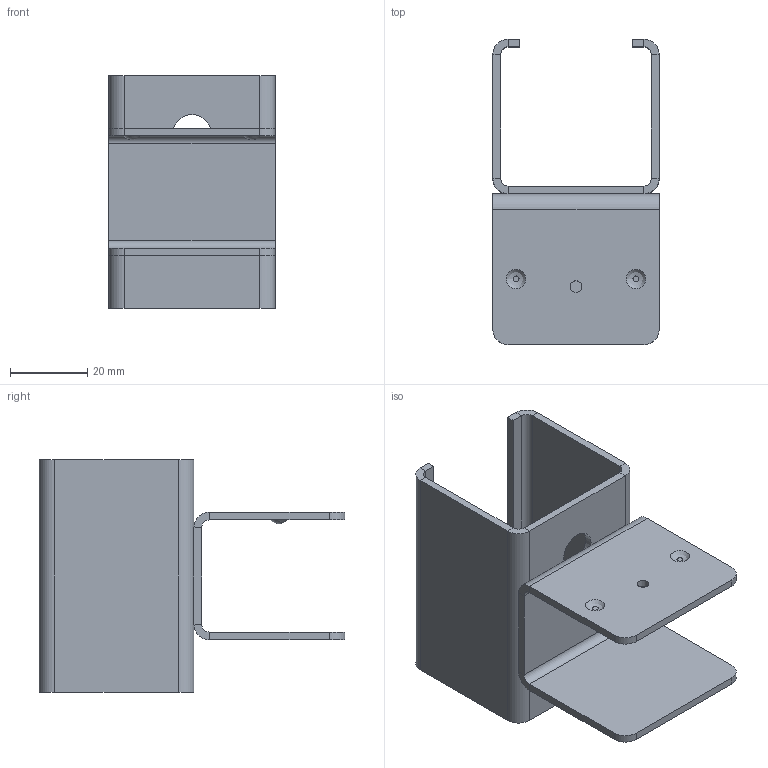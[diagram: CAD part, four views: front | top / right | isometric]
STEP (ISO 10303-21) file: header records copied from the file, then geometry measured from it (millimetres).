
FILE_DESCRIPTION((''),'2;1');
FILE_NAME('86213- poprawione.stp','2020-07-01T14:58:54',('trakoczy'),(''),'Autodesk Inventor 2013','Autodesk Inventor 2013','');
FILE_SCHEMA(('AUTOMOTIVE_DESIGN { 1 0 10303 214 1 1 1 1 }'));
Length unit declared in the file: millimetre
Products named in the file (3): 86213; 86213 I; 86213 II
Assembly tree (2 placements, depth 2):
  86213
    86213 I
    86213 II
Bounding box: 43 x 79 x 60 mm (x, y, z)
Volume: 23634.5 mm3; surface area: 25052.9 mm2
Topology: 2 solids, 2 shells, 72 faces, 156 edges, 90 vertices
Faces by surface type: plane 50, cylinder 18, bspline 2, sphere 2
Full cylindrical faces by diameter (mm): 3 x1, 10 x1
Entity records: 1938 total; most frequent: CARTESIAN_POINT 353, DIRECTION 334, ORIENTED_EDGE 284, EDGE_CURVE 142, AXIS2_PLACEMENT_3D 117, VECTOR 100, LINE 100, EDGE_LOOP 84
